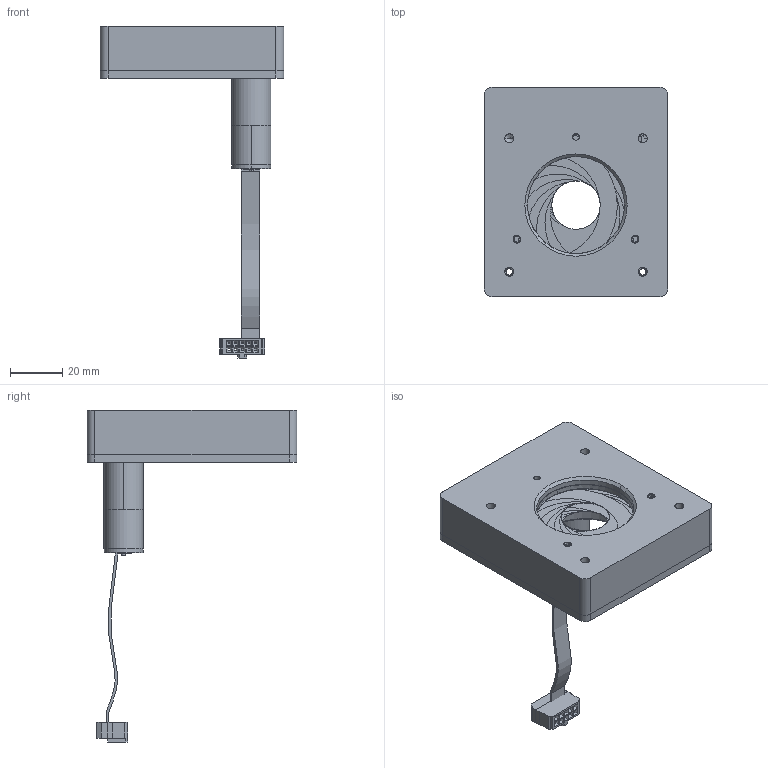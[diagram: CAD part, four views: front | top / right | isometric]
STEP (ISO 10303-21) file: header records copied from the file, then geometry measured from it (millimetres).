
FILE_DESCRIPTION (( 'STEP AP203' ), '1' );
FILE_NAME ('08IDM-037.STEP', '2016-05-30T03:54:39', ( '' ), ( '' ), 'SwSTEP 2.0', 'SolidWorks 2016', '' );
FILE_SCHEMA (( 'CONFIG_CONTROL_DESIGN' ));
Length unit declared in the file: millimetre
Products named in the file (1): 08IDM-037
Bounding box: 70 x 80 x 126.6 mm (x, y, z)
Volume: 81892.7 mm3; surface area: 52546.8 mm2
Topology: 24 solids, 24 shells, 1392 faces, 3792 edges, 2498 vertices
Faces by surface type: plane 695, cylinder 632, cone 44, bspline 19, torus 2
Entity records: 46135 total; most frequent: CARTESIAN_POINT 9632, DIRECTION 7838, ORIENTED_EDGE 7576, EDGE_CURVE 3788, AXIS2_PLACEMENT_3D 2798, VERTEX_POINT 2498, LINE 2242, VECTOR 2242
